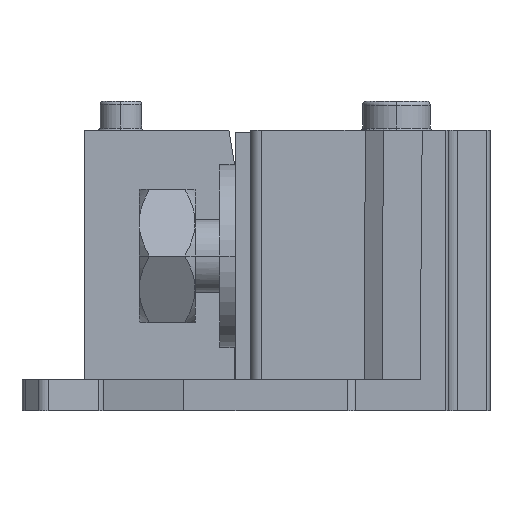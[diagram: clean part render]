
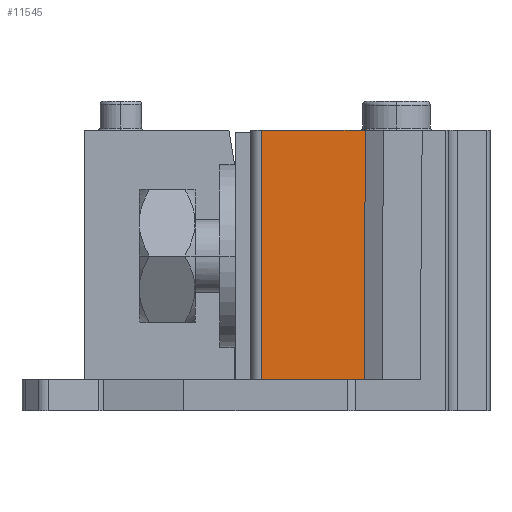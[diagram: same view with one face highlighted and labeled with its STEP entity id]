
A CAD part, left-side view. The second image highlights one B-rep face of the part: STEP entity #11545.
In plain terms, the highlighted planar face has unit normal (-1, 0, 0.011).
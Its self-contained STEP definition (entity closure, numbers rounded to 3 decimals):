
#425=CARTESIAN_POINT('',(-27.251,-23.,-24.));
#989=DIRECTION('',(0.,1.,0.));
#990=VECTOR('',#989,10.);
#991=CARTESIAN_POINT('',(-27.,-33.,0.));
#992=LINE('',#991,#990);
#1223=DIRECTION('',(-0.01,0.,-1.));
#1224=VECTOR('',#1223,24.001);
#1225=CARTESIAN_POINT('',(-27.,-23.,0.));
#1226=LINE('',#1225,#1224);
#1227=DIRECTION('',(0.,1.,0.));
#1228=VECTOR('',#1227,9.933);
#1229=CARTESIAN_POINT('',(-27.251,-32.933,-24.));
#1230=LINE('',#1229,#1228);
#1231=DIRECTION('',(0.01,-0.003,1.));
#1232=VECTOR('',#1231,24.001);
#1233=CARTESIAN_POINT('',(-27.251,-32.933,-24.));
#1234=LINE('',#1233,#1232);
#9601=CARTESIAN_POINT('',(-27.,-33.,0.));
#9602=VERTEX_POINT('',#9601);
#9603=CARTESIAN_POINT('',(-27.,-23.,0.));
#9604=VERTEX_POINT('',#9603);
#9756=VERTEX_POINT('',#425);
#9757=CARTESIAN_POINT('',(-27.251,-32.933,-24.));
#9758=VERTEX_POINT('',#9757);
#11533=CARTESIAN_POINT('',(-27.,-35.08,0.));
#11534=DIRECTION('',(1.,0.,-0.01));
#11535=DIRECTION('',(0.,-1.,0.));
#11536=AXIS2_PLACEMENT_3D('',#11533,#11534,#11535);
#11537=PLANE('',#11536);
#11538=ORIENTED_EDGE('',*,*,#11206,.F.);
#11540=ORIENTED_EDGE('',*,*,#11539,.F.);
#11541=ORIENTED_EDGE('',*,*,#10870,.T.);
#11542=ORIENTED_EDGE('',*,*,#11528,.F.);
#11543=EDGE_LOOP('',(#11538,#11540,#11541,#11542));
#11544=FACE_OUTER_BOUND('',#11543,.F.);
#11545=ADVANCED_FACE('',(#11544),#11537,.F.);
#10870=EDGE_CURVE('',#9758,#9756,#1230,.T.);
#11206=EDGE_CURVE('',#9602,#9604,#992,.T.);
#11528=EDGE_CURVE('',#9604,#9756,#1226,.T.);
#11539=EDGE_CURVE('',#9758,#9602,#1234,.T.);
